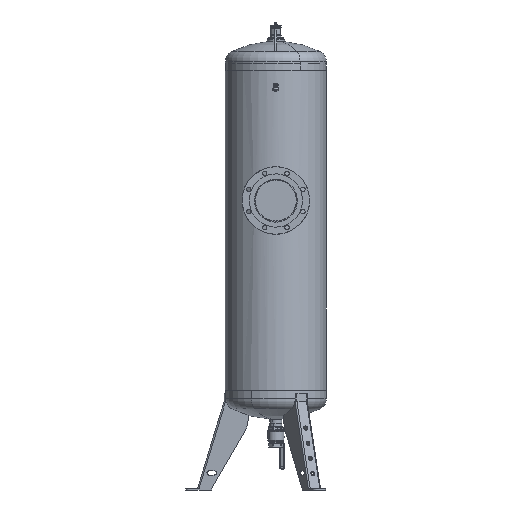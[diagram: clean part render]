
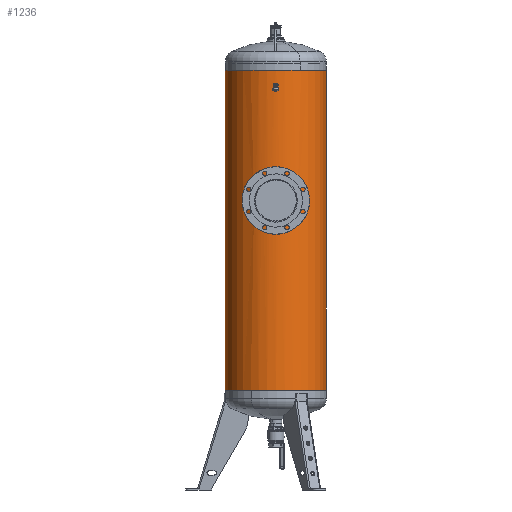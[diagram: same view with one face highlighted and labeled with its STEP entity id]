
A CAD part, front view. The second image highlights one B-rep face of the part: STEP entity #1236.
In plain terms, the highlighted cylindrical face has radius 254 mm (diameter 508 mm), a partial arc.
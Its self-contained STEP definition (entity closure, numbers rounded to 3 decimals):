
#691=CARTESIAN_POINT('Vertex',(254.,0.,760.)) ;
#693=CARTESIAN_POINT('Vertex',(-254.,0.,760.)) ;
#696=CARTESIAN_POINT('Axis2P3D Location',(0.,0.,760.)) ;
#729=CARTESIAN_POINT('Axis2P3D Location',(0.,0.,-850.)) ;
#733=CARTESIAN_POINT('Vertex',(-254.,0.,-850.)) ;
#735=CARTESIAN_POINT('Vertex',(254.,0.,-850.)) ;
#766=CARTESIAN_POINT('Axis2P3D Location',(0.,0.,-45.)) ;
#771=CARTESIAN_POINT('Line Origine',(254.,0.,-45.)) ;
#776=CARTESIAN_POINT('Line Origine',(-254.,0.,-45.)) ;
#959=CARTESIAN_POINT('Vertex',(0.,-254.,214.75)) ;
#963=CARTESIAN_POINT('Control Point',(0.,-254.,-4.75)) ;
#964=CARTESIAN_POINT('Control Point',(-11.702,-254.,-4.75)) ;
#965=CARTESIAN_POINT('Control Point',(-23.404,-253.326,-3.19)) ;
#966=CARTESIAN_POINT('Control Point',(-34.77,-251.976,-0.069)) ;
#967=CARTESIAN_POINT('Control Point',(-52.309,-248.906,7.345)) ;
#968=CARTESIAN_POINT('Control Point',(-67.669,-244.932,18.137)) ;
#969=CARTESIAN_POINT('Control Point',(-73.255,-243.302,22.796)) ;
#970=CARTESIAN_POINT('Control Point',(-82.321,-240.39,31.718)) ;
#971=CARTESIAN_POINT('Control Point',(-90.009,-237.554,41.849)) ;
#972=CARTESIAN_POINT('Control Point',(-93.043,-236.375,46.407)) ;
#973=CARTESIAN_POINT('Control Point',(-100.869,-233.199,59.928)) ;
#974=CARTESIAN_POINT('Control Point',(-106.263,-230.739,74.81)) ;
#975=CARTESIAN_POINT('Control Point',(-108.641,-229.597,84.909)) ;
#976=CARTESIAN_POINT('Control Point',(-110.436,-228.737,100.888)) ;
#977=CARTESIAN_POINT('Control Point',(-109.328,-229.268,116.849)) ;
#978=CARTESIAN_POINT('Control Point',(-108.574,-229.629,122.449)) ;
#979=CARTESIAN_POINT('Control Point',(-105.487,-231.085,137.831)) ;
#980=CARTESIAN_POINT('Control Point',(-99.753,-233.65,152.368)) ;
#981=CARTESIAN_POINT('Control Point',(-95.066,-235.641,161.161)) ;
#982=CARTESIAN_POINT('Control Point',(-85.524,-239.353,175.07)) ;
#983=CARTESIAN_POINT('Control Point',(-73.584,-243.194,186.868)) ;
#984=CARTESIAN_POINT('Control Point',(-68.272,-244.754,191.35)) ;
#985=CARTESIAN_POINT('Control Point',(-53.05,-248.745,202.258)) ;
#986=CARTESIAN_POINT('Control Point',(-35.62,-251.874,209.832)) ;
#987=CARTESIAN_POINT('Control Point',(-23.988,-253.292,213.112)) ;
#988=CARTESIAN_POINT('Control Point',(-11.994,-254.,214.75)) ;
#989=CARTESIAN_POINT('Control Point',(0.,-254.,214.75)) ;
#990=CARTESIAN_POINT('Vertex',(0.,-254.,-4.75)) ;
#1040=CARTESIAN_POINT('Control Point',(0.,-254.,214.75)) ;
#1041=CARTESIAN_POINT('Control Point',(11.702,-254.,214.75)) ;
#1042=CARTESIAN_POINT('Control Point',(23.404,-253.326,213.19)) ;
#1043=CARTESIAN_POINT('Control Point',(34.77,-251.976,210.069)) ;
#1044=CARTESIAN_POINT('Control Point',(52.309,-248.906,202.655)) ;
#1045=CARTESIAN_POINT('Control Point',(67.669,-244.932,191.863)) ;
#1046=CARTESIAN_POINT('Control Point',(73.255,-243.302,187.204)) ;
#1047=CARTESIAN_POINT('Control Point',(82.321,-240.39,178.282)) ;
#1048=CARTESIAN_POINT('Control Point',(90.009,-237.554,168.151)) ;
#1049=CARTESIAN_POINT('Control Point',(93.043,-236.375,163.593)) ;
#1050=CARTESIAN_POINT('Control Point',(100.869,-233.199,150.072)) ;
#1051=CARTESIAN_POINT('Control Point',(106.263,-230.739,135.19)) ;
#1052=CARTESIAN_POINT('Control Point',(108.641,-229.597,125.091)) ;
#1053=CARTESIAN_POINT('Control Point',(110.436,-228.737,109.112)) ;
#1054=CARTESIAN_POINT('Control Point',(109.328,-229.268,93.151)) ;
#1055=CARTESIAN_POINT('Control Point',(108.574,-229.629,87.551)) ;
#1056=CARTESIAN_POINT('Control Point',(105.487,-231.085,72.169)) ;
#1057=CARTESIAN_POINT('Control Point',(99.753,-233.65,57.632)) ;
#1058=CARTESIAN_POINT('Control Point',(95.066,-235.641,48.839)) ;
#1059=CARTESIAN_POINT('Control Point',(85.524,-239.353,34.93)) ;
#1060=CARTESIAN_POINT('Control Point',(73.584,-243.194,23.132)) ;
#1061=CARTESIAN_POINT('Control Point',(68.272,-244.754,18.65)) ;
#1062=CARTESIAN_POINT('Control Point',(53.05,-248.745,7.742)) ;
#1063=CARTESIAN_POINT('Control Point',(35.62,-251.874,0.168)) ;
#1064=CARTESIAN_POINT('Control Point',(23.988,-253.292,-3.112)) ;
#1065=CARTESIAN_POINT('Control Point',(11.994,-254.,-4.75)) ;
#1066=CARTESIAN_POINT('Control Point',(0.,-254.,-4.75)) ;
#1191=CARTESIAN_POINT('Control Point',(0.,-254.,675.)) ;
#1192=CARTESIAN_POINT('Control Point',(-2.071,-254.,675.)) ;
#1193=CARTESIAN_POINT('Control Point',(-4.142,-253.979,675.536)) ;
#1194=CARTESIAN_POINT('Control Point',(-6.026,-253.936,676.61)) ;
#1195=CARTESIAN_POINT('Control Point',(-8.302,-253.867,678.87)) ;
#1196=CARTESIAN_POINT('Control Point',(-9.541,-253.821,681.746)) ;
#1197=CARTESIAN_POINT('Control Point',(-9.827,-253.81,682.753)) ;
#1198=CARTESIAN_POINT('Control Point',(-10.285,-253.792,685.851)) ;
#1199=CARTESIAN_POINT('Control Point',(-9.537,-253.821,688.971)) ;
#1200=CARTESIAN_POINT('Control Point',(-8.498,-253.863,690.874)) ;
#1201=CARTESIAN_POINT('Control Point',(-6.227,-253.934,693.244)) ;
#1202=CARTESIAN_POINT('Control Point',(-3.293,-253.982,694.54)) ;
#1203=CARTESIAN_POINT('Control Point',(-2.214,-253.994,694.847)) ;
#1204=CARTESIAN_POINT('Control Point',(-1.107,-254.,695.)) ;
#1205=CARTESIAN_POINT('Control Point',(0.,-254.,695.)) ;
#1206=CARTESIAN_POINT('Vertex',(0.,-254.,675.)) ;
#1208=CARTESIAN_POINT('Vertex',(0.,-254.,695.)) ;
#1212=CARTESIAN_POINT('Control Point',(0.,-254.,695.)) ;
#1213=CARTESIAN_POINT('Control Point',(2.071,-254.,695.)) ;
#1214=CARTESIAN_POINT('Control Point',(4.142,-253.979,694.464)) ;
#1215=CARTESIAN_POINT('Control Point',(6.026,-253.936,693.39)) ;
#1216=CARTESIAN_POINT('Control Point',(8.302,-253.867,691.13)) ;
#1217=CARTESIAN_POINT('Control Point',(9.541,-253.821,688.254)) ;
#1218=CARTESIAN_POINT('Control Point',(9.827,-253.81,687.247)) ;
#1219=CARTESIAN_POINT('Control Point',(10.285,-253.792,684.149)) ;
#1220=CARTESIAN_POINT('Control Point',(9.537,-253.821,681.029)) ;
#1221=CARTESIAN_POINT('Control Point',(8.498,-253.863,679.126)) ;
#1222=CARTESIAN_POINT('Control Point',(6.227,-253.934,676.756)) ;
#1223=CARTESIAN_POINT('Control Point',(3.293,-253.982,675.46)) ;
#1224=CARTESIAN_POINT('Control Point',(2.214,-253.994,675.153)) ;
#1225=CARTESIAN_POINT('Control Point',(1.107,-254.,675.)) ;
#1226=CARTESIAN_POINT('Control Point',(0.,-254.,675.)) ;
#697=DIRECTION('Axis2P3D Direction',(0.,0.,1.)) ;
#730=DIRECTION('Axis2P3D Direction',(0.,0.,1.)) ;
#767=DIRECTION('Axis2P3D Direction',(0.,0.,1.)) ;
#768=DIRECTION('Axis2P3D XDirection',(1.,0.,0.)) ;
#772=DIRECTION('Vector Direction',(0.,0.,1.)) ;
#777=DIRECTION('Vector Direction',(0.,0.,1.)) ;
#698=AXIS2_PLACEMENT_3D('Circle Axis2P3D',#696,#697,$) ;
#731=AXIS2_PLACEMENT_3D('Circle Axis2P3D',#729,#730,$) ;
#769=AXIS2_PLACEMENT_3D('Cylinder Axis2P3D',#766,#767,#768) ;
#1185=ORIENTED_EDGE('',*,*,#780,.F.) ;
#1186=ORIENTED_EDGE('',*,*,#737,.T.) ;
#1187=ORIENTED_EDGE('',*,*,#775,.T.) ;
#1188=ORIENTED_EDGE('',*,*,#700,.F.) ;
#1229=ORIENTED_EDGE('',*,*,#1210,.T.) ;
#1230=ORIENTED_EDGE('',*,*,#1227,.T.) ;
#1233=ORIENTED_EDGE('',*,*,#992,.T.) ;
#1234=ORIENTED_EDGE('',*,*,#1067,.T.) ;
#1231=FACE_BOUND('',#1228,.T.) ;
#1235=FACE_BOUND('',#1232,.T.) ;
#773=VECTOR('Line Direction',#772,1.) ;
#778=VECTOR('Line Direction',#777,1.) ;
#1236=ADVANCED_FACE('DN200_corpo.1\\PartBody',(#1189,#1231,#1235),#770,.T.) ;
#962=B_SPLINE_CURVE_WITH_KNOTS('',5,(#963,#964,#965,#966,#967,#968,#969,#970,#971,#972,#973,#974,#975,#976,#977,#978,#979,#980,#981,#982,#983,#984,#985,#986,#987,#988,#989),.UNSPECIFIED.,.F.,.U.,(6,3,3,3,3,3,3,3,6),(0.,82.745,135.213,174.715,247.713,287.624,358.865,409.024,493.835),.UNSPECIFIED.) ;
#1039=B_SPLINE_CURVE_WITH_KNOTS('',5,(#1040,#1041,#1042,#1043,#1044,#1045,#1046,#1047,#1048,#1049,#1050,#1051,#1052,#1053,#1054,#1055,#1056,#1057,#1058,#1059,#1060,#1061,#1062,#1063,#1064,#1065,#1066),.UNSPECIFIED.,.F.,.U.,(6,3,3,3,3,3,3,3,6),(0.,82.745,135.213,174.715,247.713,287.624,358.865,409.024,493.835),.UNSPECIFIED.) ;
#1190=B_SPLINE_CURVE_WITH_KNOTS('',5,(#1191,#1192,#1193,#1194,#1195,#1196,#1197,#1198,#1199,#1200,#1201,#1202,#1203,#1204,#1205),.UNSPECIFIED.,.F.,.U.,(6,3,3,3,6),(0.,14.643,21.963,36.603,44.433),.UNSPECIFIED.) ;
#1211=B_SPLINE_CURVE_WITH_KNOTS('',5,(#1212,#1213,#1214,#1215,#1216,#1217,#1218,#1219,#1220,#1221,#1222,#1223,#1224,#1225,#1226),.UNSPECIFIED.,.F.,.U.,(6,3,3,3,6),(0.,14.643,21.963,36.603,44.433),.UNSPECIFIED.) ;
#699=CIRCLE('generated circle',#698,254.) ;
#732=CIRCLE('generated circle',#731,254.) ;
#770=CYLINDRICAL_SURFACE('generated cylinder',#769,254.) ;
#700=EDGE_CURVE('',#694,#692,#699,.T.) ;
#737=EDGE_CURVE('',#734,#736,#732,.T.) ;
#775=EDGE_CURVE('',#736,#692,#774,.T.) ;
#780=EDGE_CURVE('',#734,#694,#779,.T.) ;
#992=EDGE_CURVE('',#991,#960,#962,.T.) ;
#1067=EDGE_CURVE('',#960,#991,#1039,.T.) ;
#1210=EDGE_CURVE('',#1207,#1209,#1190,.T.) ;
#1227=EDGE_CURVE('',#1209,#1207,#1211,.T.) ;
#1184=EDGE_LOOP('',(#1185,#1186,#1187,#1188)) ;
#1228=EDGE_LOOP('',(#1229,#1230)) ;
#1232=EDGE_LOOP('',(#1233,#1234)) ;
#1189=FACE_OUTER_BOUND('',#1184,.T.) ;
#774=LINE('Line',#771,#773) ;
#779=LINE('Line',#776,#778) ;
#692=VERTEX_POINT('',#691) ;
#694=VERTEX_POINT('',#693) ;
#734=VERTEX_POINT('',#733) ;
#736=VERTEX_POINT('',#735) ;
#960=VERTEX_POINT('',#959) ;
#991=VERTEX_POINT('',#990) ;
#1207=VERTEX_POINT('',#1206) ;
#1209=VERTEX_POINT('',#1208) ;
